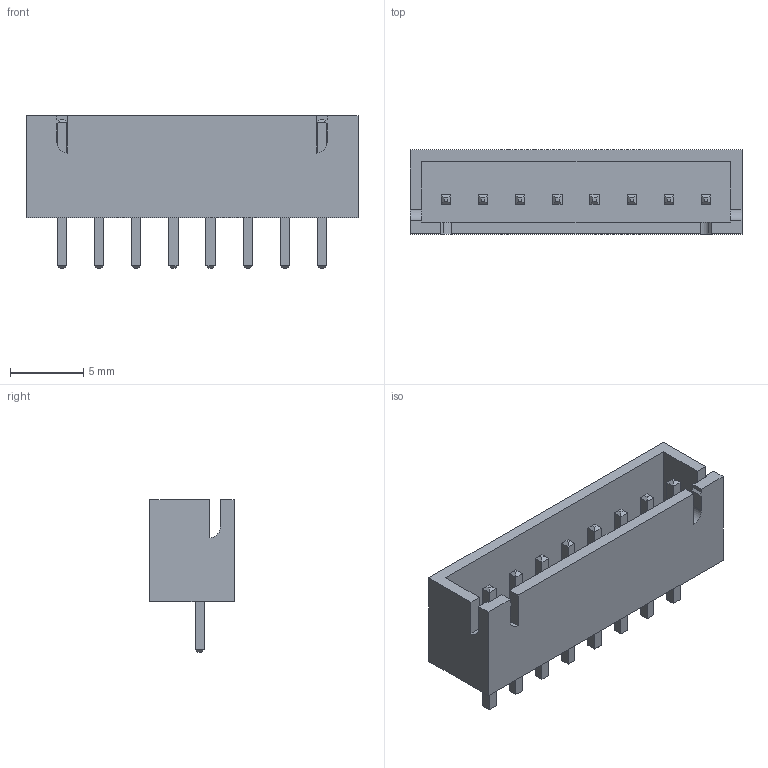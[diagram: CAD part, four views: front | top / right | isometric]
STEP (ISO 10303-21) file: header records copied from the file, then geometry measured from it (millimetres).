
FILE_DESCRIPTION(/* description */ (''),/* implementation_level */ '2;1');
FILE_NAME(/* name */ 'JST XH 8 S8B-XH-A1 shrouded header connector v4.step',/* time_stamp */ '2017-01-11T16:58:25-08:00',/* author */ (''),/* organization */ (''),/* preprocessor_version */ 'ST-DEVELOPER v16.5',/* originating_system */ 'Autodesk Translation Framework v5.2.0.2920',/* authorisation */ '');
FILE_SCHEMA (('AUTOMOTIVE_DESIGN { 1 0 10303 214 3 1 1 }'));
Length unit declared in the file: millimetre
Products named in the file (3): JST XH 8 S8B-XH-A1 shrouded header connector v4; Plastic Housing; Pins
Assembly tree (2 placements, depth 3):
  JST XH 8 S8B-XH-A1 shrouded header connector v4
    Plastic Housing
      Pins
Bounding box: 22.68 x 5.75 x 10.45 mm (x, y, z)
Volume: 394.8 mm3; surface area: 1192.3 mm2
Topology: 9 solids, 9 shells, 176 faces, 410 edges, 252 vertices
Faces by surface type: plane 172, cylinder 4
Entity records: 4924 total; most frequent: CARTESIAN_POINT 843, ORIENTED_EDGE 820, DIRECTION 780, EDGE_CURVE 410, LINE 402, VECTOR 402, VERTEX_POINT 252, EDGE_LOOP 192
